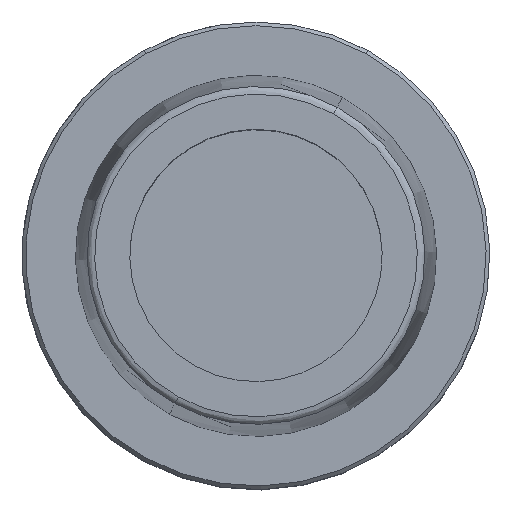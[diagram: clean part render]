
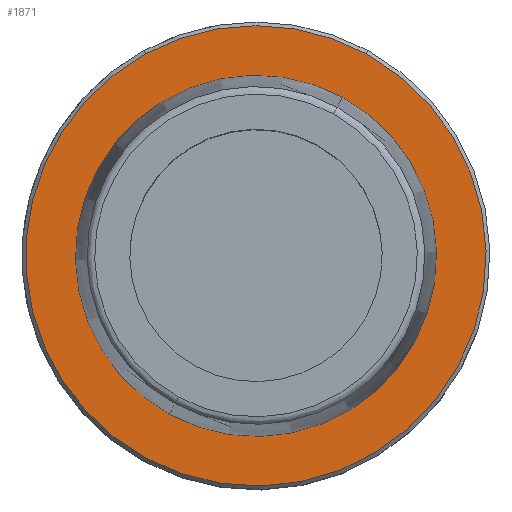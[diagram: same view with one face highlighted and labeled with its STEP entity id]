
A CAD part, top view. The second image highlights one B-rep face of the part: STEP entity #1871.
In plain terms, the highlighted planar face has unit normal (0, 0, 1).
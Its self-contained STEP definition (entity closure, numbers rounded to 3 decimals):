
#1266=AXIS2_PLACEMENT_3D('Circle Axis2P3D',#1264,#1265,$) ;
#1292=AXIS2_PLACEMENT_3D('Circle Axis2P3D',#1290,#1291,$) ;
#1597=AXIS2_PLACEMENT_3D('Circle Axis2P3D',#1595,#1596,$) ;
#1842=AXIS2_PLACEMENT_3D('Circle Axis2P3D',#1840,#1841,$) ;
#1855=AXIS2_PLACEMENT_3D('Plane Axis2P3D',#1852,#1853,#1854) ;
#1859=AXIS2_PLACEMENT_3D('Circle Axis2P3D',#1857,#1858,$) ;
#1254=CARTESIAN_POINT('Vertex',(-14.862,-27.205,0.)) ;
#1261=CARTESIAN_POINT('Vertex',(14.862,27.205,0.)) ;
#1264=CARTESIAN_POINT('Axis2P3D Location',(0.,0.,0.)) ;
#1287=CARTESIAN_POINT('Vertex',(-11.66,-21.343,0.)) ;
#1290=CARTESIAN_POINT('Axis2P3D Location',(0.,0.,0.)) ;
#1294=CARTESIAN_POINT('Vertex',(11.66,21.343,0.)) ;
#1595=CARTESIAN_POINT('Axis2P3D Location',(0.,0.,0.)) ;
#1599=CARTESIAN_POINT('Vertex',(-14.862,27.205,0.)) ;
#1840=CARTESIAN_POINT('Axis2P3D Location',(0.,0.,0.)) ;
#1852=CARTESIAN_POINT('Axis2P3D Location',(0.,-24.321,0.)) ;
#1857=CARTESIAN_POINT('Axis2P3D Location',(0.,0.,0.)) ;
#1265=DIRECTION('Axis2P3D Direction',(0.,0.,-1.)) ;
#1291=DIRECTION('Axis2P3D Direction',(0.,0.,-1.)) ;
#1596=DIRECTION('Axis2P3D Direction',(0.,0.,-1.)) ;
#1841=DIRECTION('Axis2P3D Direction',(0.,0.,-1.)) ;
#1853=DIRECTION('Axis2P3D Direction',(0.,0.,-1.)) ;
#1854=DIRECTION('Axis2P3D XDirection',(-1.,0.,0.)) ;
#1858=DIRECTION('Axis2P3D Direction',(0.,0.,-1.)) ;
#1863=ORIENTED_EDGE('',*,*,#1861,.F.) ;
#1864=ORIENTED_EDGE('',*,*,#1601,.F.) ;
#1865=ORIENTED_EDGE('',*,*,#1268,.F.) ;
#1868=ORIENTED_EDGE('',*,*,#1844,.T.) ;
#1869=ORIENTED_EDGE('',*,*,#1296,.T.) ;
#1870=FACE_BOUND('',#1867,.T.) ;
#1871=ADVANCED_FACE('NOCUT',(#1866,#1870),#1856,.F.) ;
#1267=CIRCLE('generated circle',#1266,31.) ;
#1293=CIRCLE('generated circle',#1292,24.321) ;
#1598=CIRCLE('generated circle',#1597,31.) ;
#1843=CIRCLE('generated circle',#1842,24.321) ;
#1860=CIRCLE('generated circle',#1859,31.) ;
#1268=EDGE_CURVE('',#1262,#1255,#1267,.T.) ;
#1296=EDGE_CURVE('',#1295,#1288,#1293,.T.) ;
#1601=EDGE_CURVE('',#1255,#1600,#1598,.T.) ;
#1844=EDGE_CURVE('',#1288,#1295,#1843,.T.) ;
#1861=EDGE_CURVE('',#1600,#1262,#1860,.T.) ;
#1862=EDGE_LOOP('',(#1863,#1864,#1865)) ;
#1867=EDGE_LOOP('',(#1868,#1869)) ;
#1866=FACE_OUTER_BOUND('',#1862,.T.) ;
#1856=PLANE('',#1855) ;
#1255=VERTEX_POINT('',#1254) ;
#1262=VERTEX_POINT('',#1261) ;
#1288=VERTEX_POINT('',#1287) ;
#1295=VERTEX_POINT('',#1294) ;
#1600=VERTEX_POINT('',#1599) ;
